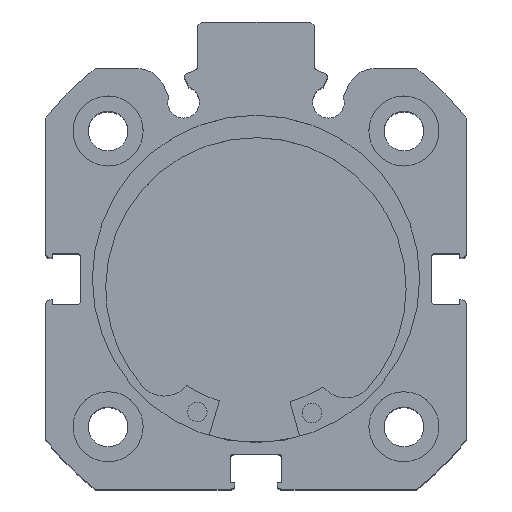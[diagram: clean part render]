
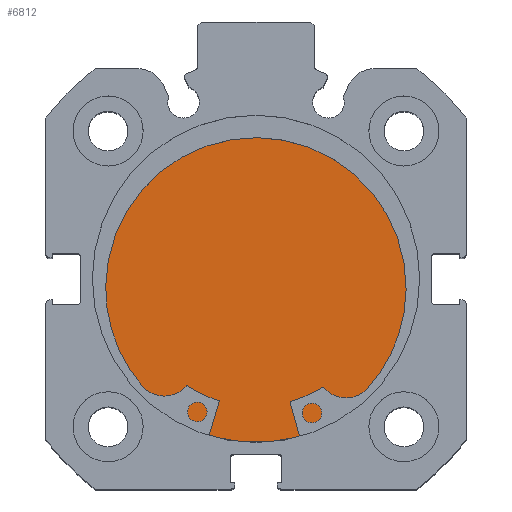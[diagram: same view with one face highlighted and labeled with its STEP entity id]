
A CAD part, top view. The second image highlights one B-rep face of the part: STEP entity #6812.
In plain terms, the highlighted face is planar.
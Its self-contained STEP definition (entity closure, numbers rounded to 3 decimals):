
#125 = CIRCLE ( 'NONE', #4025, 21. ) ;
#138 = CIRCLE ( 'NONE', #4040, 21. ) ;
#1583 = CARTESIAN_POINT ( 'NONE',  ( 8.5, 21., 0. ) ) ;
#1584 = PLANE ( 'NONE',  #4386 ) ;
#1586 = DIRECTION ( 'NONE',  ( -1., 0., 0. ) ) ;
#1587 = DIRECTION ( 'NONE',  ( 0., 0., 1. ) ) ;
#2272 = VERTEX_POINT ( 'NONE', #2604 ) ;
#2310 = VERTEX_POINT ( 'NONE', #2642 ) ;
#2604 = CARTESIAN_POINT ( 'NONE',  ( 8.5, 0., 21. ) ) ;
#2642 = CARTESIAN_POINT ( 'NONE',  ( 8.5, 0., -21. ) ) ;
#2982 = CARTESIAN_POINT ( 'NONE',  ( 8.5, 0., 0. ) ) ;
#2984 = DIRECTION ( 'NONE',  ( -1., 0., 0. ) ) ;
#2985 = DIRECTION ( 'NONE',  ( 0., 0., 1. ) ) ;
#3023 = CARTESIAN_POINT ( 'NONE',  ( 8.5, 0., 0. ) ) ;
#3030 = DIRECTION ( 'NONE',  ( -1., 0., 0. ) ) ;
#3031 = DIRECTION ( 'NONE',  ( 0., 0., 1. ) ) ;
#3544 = EDGE_CURVE ( 'NONE', #2272, #2310, #125, .T. ) ;
#3561 = EDGE_CURVE ( 'NONE', #2310, #2272, #138, .T. ) ;
#4025 = AXIS2_PLACEMENT_3D ( 'NONE', #2982, #2984, #2985 ) ;
#4040 = AXIS2_PLACEMENT_3D ( 'NONE', #3023, #3030, #3031 ) ;
#4386 = AXIS2_PLACEMENT_3D ( 'NONE', #1583, #1586, #1587 ) ;
#5240 = FACE_OUTER_BOUND ( 'NONE', #5584, .T. ) ;
#5584 = EDGE_LOOP ( 'NONE', ( #6601, #6600 ) ) ;
#6600 = ORIENTED_EDGE ( 'NONE', *, *, #3561, .F. ) ;
#6601 = ORIENTED_EDGE ( 'NONE', *, *, #3544, .F. ) ;
#6812 = ADVANCED_FACE ( 'NONE', ( #5240 ), #1584, .F. ) ;
